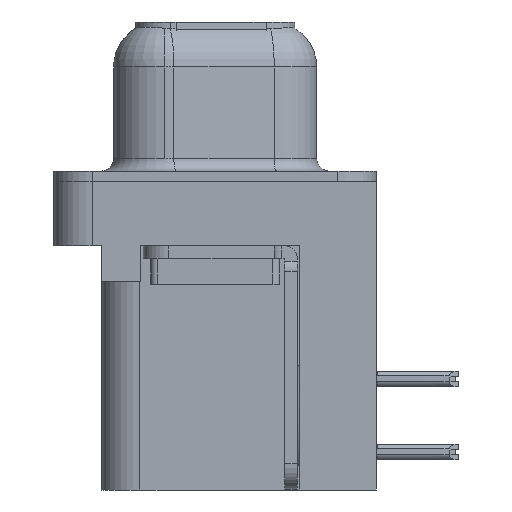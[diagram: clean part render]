
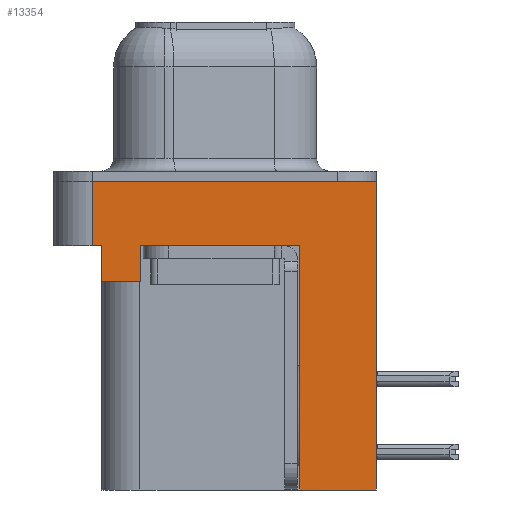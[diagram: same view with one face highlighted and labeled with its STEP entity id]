
A CAD part, left-side view. The second image highlights one B-rep face of the part: STEP entity #13354.
In plain terms, the highlighted planar face has unit normal (-1, 0, 0).
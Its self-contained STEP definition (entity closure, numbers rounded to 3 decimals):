
#145 = ORIENTED_EDGE ( 'NONE', *, *, #17633, .T. ) ;
#581 = ORIENTED_EDGE ( 'NONE', *, *, #16174, .T. ) ;
#641 = CARTESIAN_POINT ( 'NONE',  ( -2.91, 2.895, -3.9 ) ) ;
#1023 = DIRECTION ( 'NONE',  ( 0., 1., 0. ) ) ;
#1561 = VERTEX_POINT ( 'NONE', #16869 ) ;
#1968 = DIRECTION ( 'NONE',  ( -1., 0., 0. ) ) ;
#2160 = LINE ( 'NONE', #20587, #25804 ) ;
#2170 = EDGE_CURVE ( 'NONE', #10620, #8579, #9720, .T. ) ;
#2319 = ORIENTED_EDGE ( 'NONE', *, *, #11000, .F. ) ;
#2706 = CARTESIAN_POINT ( 'NONE',  ( -2.91, -3.295, -12. ) ) ;
#2828 = CARTESIAN_POINT ( 'NONE',  ( -2.91, -6.275, -2.5 ) ) ;
#3603 = VECTOR ( 'NONE', #14221, 1000. ) ;
#3784 = DIRECTION ( 'NONE',  ( 0., 0., 1. ) ) ;
#3955 = VECTOR ( 'NONE', #19053, 1000. ) ;
#4248 = LINE ( 'NONE', #11219, #3955 ) ;
#4518 = LINE ( 'NONE', #12324, #15407 ) ;
#5134 = DIRECTION ( 'NONE',  ( 0., -1., 0. ) ) ;
#5797 = VERTEX_POINT ( 'NONE', #641 ) ;
#6005 = VERTEX_POINT ( 'NONE', #7524 ) ;
#6142 = LINE ( 'NONE', #18892, #22296 ) ;
#6329 = VERTEX_POINT ( 'NONE', #11133 ) ;
#6692 = CARTESIAN_POINT ( 'NONE',  ( -2.91, -3.295, -2.5 ) ) ;
#6987 = DIRECTION ( 'NONE',  ( 0., 0., 1. ) ) ;
#7524 = CARTESIAN_POINT ( 'NONE',  ( -2.91, -6.275, -12. ) ) ;
#7615 = EDGE_CURVE ( 'NONE', #16521, #22264, #17266, .T. ) ;
#7828 = CARTESIAN_POINT ( 'NONE',  ( -2.91, 4.775, -2.5 ) ) ;
#7836 = EDGE_CURVE ( 'NONE', #20132, #16293, #13543, .T. ) ;
#7890 = ORIENTED_EDGE ( 'NONE', *, *, #10978, .F. ) ;
#8103 = VECTOR ( 'NONE', #19534, 1000. ) ;
#8333 = DIRECTION ( 'NONE',  ( 0., 0., 1. ) ) ;
#8579 = VERTEX_POINT ( 'NONE', #6692 ) ;
#8637 = CARTESIAN_POINT ( 'NONE',  ( -2.91, 2.895, -2.5 ) ) ;
#9720 = LINE ( 'NONE', #2828, #12516 ) ;
#9771 = EDGE_CURVE ( 'NONE', #6005, #6329, #4248, .T. ) ;
#10620 = VERTEX_POINT ( 'NONE', #8637 ) ;
#10685 = ORIENTED_EDGE ( 'NONE', *, *, #9771, .F. ) ;
#10978 = EDGE_CURVE ( 'NONE', #16521, #20132, #6142, .T. ) ;
#11000 = EDGE_CURVE ( 'NONE', #1561, #22264, #19778, .T. ) ;
#11133 = CARTESIAN_POINT ( 'NONE',  ( -2.91, -3.295, -12. ) ) ;
#11219 = CARTESIAN_POINT ( 'NONE',  ( -2.91, -3.295, -12. ) ) ;
#12052 = CARTESIAN_POINT ( 'NONE',  ( -2.91, -6.275, 0. ) ) ;
#12324 = CARTESIAN_POINT ( 'NONE',  ( -2.91, -6.275, -2.5 ) ) ;
#12516 = VECTOR ( 'NONE', #13209, 1000. ) ;
#13209 = DIRECTION ( 'NONE',  ( 0., -1., 0. ) ) ;
#13354 = ADVANCED_FACE ( 'NONE', ( #22830 ), #21726, .T. ) ;
#13543 = LINE ( 'NONE', #20694, #14759 ) ;
#13889 = CARTESIAN_POINT ( 'NONE',  ( -2.91, 4.425, -3.9 ) ) ;
#14221 = DIRECTION ( 'NONE',  ( 0., 0., 1. ) ) ;
#14280 = EDGE_CURVE ( 'NONE', #6329, #8579, #17203, .T. ) ;
#14759 = VECTOR ( 'NONE', #5134, 1000. ) ;
#14822 = CARTESIAN_POINT ( 'NONE',  ( -2.91, 4.425, -2.5 ) ) ;
#15407 = VECTOR ( 'NONE', #8333, 1000. ) ;
#15580 = CARTESIAN_POINT ( 'NONE',  ( -2.91, 4.775, 0. ) ) ;
#15607 = CARTESIAN_POINT ( 'NONE',  ( -2.91, -6.275, -2.5 ) ) ;
#15739 = ORIENTED_EDGE ( 'NONE', *, *, #7836, .F. ) ;
#16174 = EDGE_CURVE ( 'NONE', #5797, #10620, #23964, .T. ) ;
#16293 = VERTEX_POINT ( 'NONE', #12052 ) ;
#16521 = VERTEX_POINT ( 'NONE', #7828 ) ;
#16863 = VECTOR ( 'NONE', #18514, 1000. ) ;
#16869 = CARTESIAN_POINT ( 'NONE',  ( -2.91, 4.425, -3.9 ) ) ;
#17089 = EDGE_CURVE ( 'NONE', #5797, #1561, #2160, .T. ) ;
#17203 = LINE ( 'NONE', #2706, #16863 ) ;
#17266 = LINE ( 'NONE', #17852, #18486 ) ;
#17633 = EDGE_CURVE ( 'NONE', #6005, #16293, #4518, .T. ) ;
#17852 = CARTESIAN_POINT ( 'NONE',  ( -2.91, -6.275, -2.5 ) ) ;
#18486 = VECTOR ( 'NONE', #19873, 1000. ) ;
#18514 = DIRECTION ( 'NONE',  ( 0., 0., 1. ) ) ;
#18892 = CARTESIAN_POINT ( 'NONE',  ( -2.91, 4.775, -2.5 ) ) ;
#19053 = DIRECTION ( 'NONE',  ( 0., 1., 0. ) ) ;
#19442 = CARTESIAN_POINT ( 'NONE',  ( -2.91, 2.895, -3.9 ) ) ;
#19534 = DIRECTION ( 'NONE',  ( 0., 0., 1. ) ) ;
#19778 = LINE ( 'NONE', #13889, #3603 ) ;
#19834 = ORIENTED_EDGE ( 'NONE', *, *, #2170, .T. ) ;
#19873 = DIRECTION ( 'NONE',  ( 0., -1., 0. ) ) ;
#20094 = ORIENTED_EDGE ( 'NONE', *, *, #17089, .F. ) ;
#20132 = VERTEX_POINT ( 'NONE', #15580 ) ;
#20566 = AXIS2_PLACEMENT_3D ( 'NONE', #15607, #1968, #3784 ) ;
#20587 = CARTESIAN_POINT ( 'NONE',  ( -2.91, 4.425, -3.9 ) ) ;
#20694 = CARTESIAN_POINT ( 'NONE',  ( -2.91, -6.275, 0. ) ) ;
#20816 = ORIENTED_EDGE ( 'NONE', *, *, #7615, .T. ) ;
#21675 = ORIENTED_EDGE ( 'NONE', *, *, #14280, .F. ) ;
#21726 = PLANE ( 'NONE',  #20566 ) ;
#22264 = VERTEX_POINT ( 'NONE', #14822 ) ;
#22296 = VECTOR ( 'NONE', #6987, 1000. ) ;
#22830 = FACE_OUTER_BOUND ( 'NONE', #23702, .T. ) ;
#23702 = EDGE_LOOP ( 'NONE', ( #15739, #7890, #20816, #2319, #20094, #581, #19834, #21675, #10685, #145 ) ) ;
#23964 = LINE ( 'NONE', #19442, #8103 ) ;
#25804 = VECTOR ( 'NONE', #1023, 1000. ) ;
